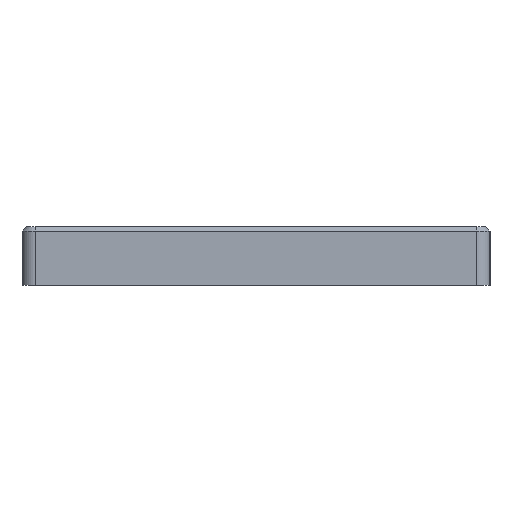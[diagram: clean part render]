
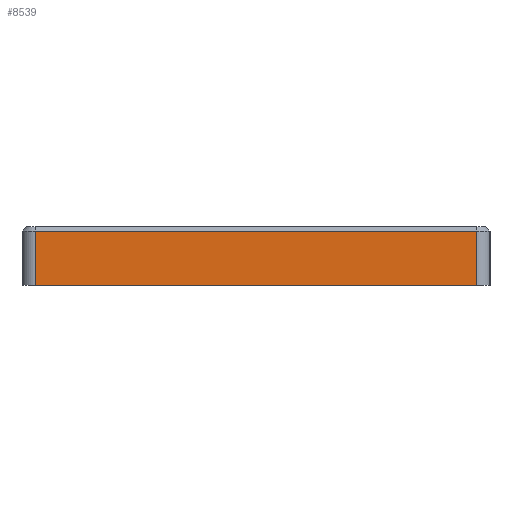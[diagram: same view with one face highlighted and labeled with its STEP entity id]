
A CAD part, left-side view. The second image highlights one B-rep face of the part: STEP entity #8539.
In plain terms, the highlighted planar face has unit normal (-1, 0, 0).
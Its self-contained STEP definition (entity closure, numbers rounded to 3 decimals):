
#937=PLANE('',#8923);
#1417=FACE_OUTER_BOUND('',#1960,.T.);
#1960=EDGE_LOOP('',(#8008,#8009,#8010,#8011));
#2467=LINE('',#15177,#3176);
#2487=LINE('',#15240,#3196);
#2493=LINE('',#15253,#3202);
#2494=LINE('',#15255,#3203);
#3176=VECTOR('',#9854,10.);
#3196=VECTOR('',#9916,10.);
#3202=VECTOR('',#9928,10.);
#3203=VECTOR('',#9931,10.);
#4140=VERTEX_POINT('',#15168);
#4142=VERTEX_POINT('',#15175);
#4163=VERTEX_POINT('',#15237);
#4164=VERTEX_POINT('',#15239);
#5279=EDGE_CURVE('',#4142,#4140,#2467,.T.);
#5310=EDGE_CURVE('',#4163,#4164,#2487,.T.);
#5317=EDGE_CURVE('',#4140,#4163,#2493,.T.);
#5318=EDGE_CURVE('',#4164,#4142,#2494,.T.);
#8008=ORIENTED_EDGE('',*,*,#5279,.F.);
#8009=ORIENTED_EDGE('',*,*,#5318,.F.);
#8010=ORIENTED_EDGE('',*,*,#5310,.F.);
#8011=ORIENTED_EDGE('',*,*,#5317,.F.);
#8539=ADVANCED_FACE('',(#1417),#937,.T.);
#8923=AXIS2_PLACEMENT_3D('',#15684,#10373,#10374);
#9854=DIRECTION('',(0.,-1.,0.));
#9916=DIRECTION('',(0.,1.,0.));
#9928=DIRECTION('',(0.,0.,-1.));
#9931=DIRECTION('',(0.,0.,1.));
#10373=DIRECTION('center_axis',(-1.,0.,0.));
#10374=DIRECTION('ref_axis',(0.,-1.,0.));
#15168=CARTESIAN_POINT('',(-3.513,-128.276,7.7));
#15175=CARTESIAN_POINT('',(-3.513,3.,7.7));
#15177=CARTESIAN_POINT('',(-3.513,-26.069,7.7));
#15237=CARTESIAN_POINT('',(-3.513,-128.276,-8.5));
#15239=CARTESIAN_POINT('',(-3.513,3.,-8.5));
#15240=CARTESIAN_POINT('',(-3.513,-135.776,-8.5));
#15253=CARTESIAN_POINT('',(-3.513,-128.276,1.5));
#15255=CARTESIAN_POINT('',(-3.513,3.,1.5));
#15684=CARTESIAN_POINT('Origin',(-3.513,10.5,1.5));
